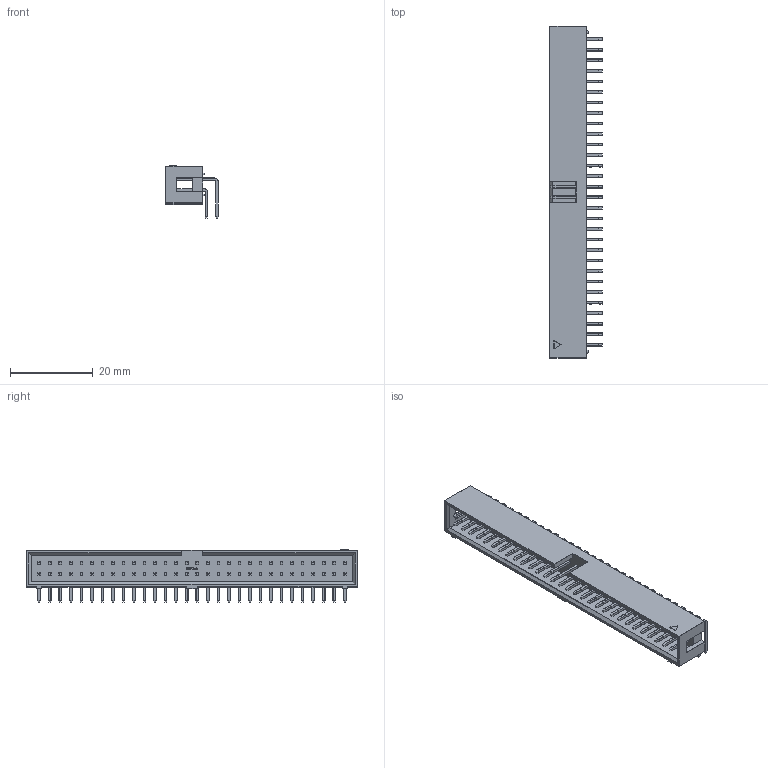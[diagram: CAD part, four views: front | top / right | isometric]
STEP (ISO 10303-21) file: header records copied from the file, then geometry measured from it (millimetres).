
FILE_DESCRIPTION(/* description */ (''),/* implementation_level */ '2;1');
FILE_NAME(/* name */ '60-Pin Shrouded Header (IDC) Right Angle.STEP',/* time_stamp */ '2019-09-21T07:56:20+02:00',/* author */ ('Bernd das Brot'),/* organization */ (''),/* preprocessor_version */ 'ST-DEVELOPER v17',/* originating_system */ 'Autodesk Inventor 2019',/* authorisation */ '');
FILE_SCHEMA (('AUTOMOTIVE_DESIGN { 1 0 10303 214 3 1 1 }'));
Length unit declared in the file: millimetre
Products named in the file (4): 60-Pin Shrouded Header (IDC) Right Angle; Lower Contact; Upper Contact; 60-Pin Shrouded Header Body
Assembly tree (61 placements, depth 2):
  60-Pin Shrouded Header (IDC) Right Angle
    Upper Contact  x30
    Lower Contact  x30
    60-Pin Shrouded Header Body
Bounding box: 12.65 x 80.01 x 12.67 mm (x, y, z)
Volume: 3471.4 mm3; surface area: 7088.6 mm2
Topology: 61 solids, 61 shells, 2410 faces, 6156 edges, 3877 vertices
Faces by surface type: plane 1306, cylinder 720, torus 263, bspline 80, sphere 41
Entity records: 21803 total; most frequent: CARTESIAN_POINT 4920, ORIENTED_EDGE 3488, DIRECTION 3237, EDGE_CURVE 1744, LINE 1273, VECTOR 1273, VERTEX_POINT 1093, AXIS2_PLACEMENT_3D 982
